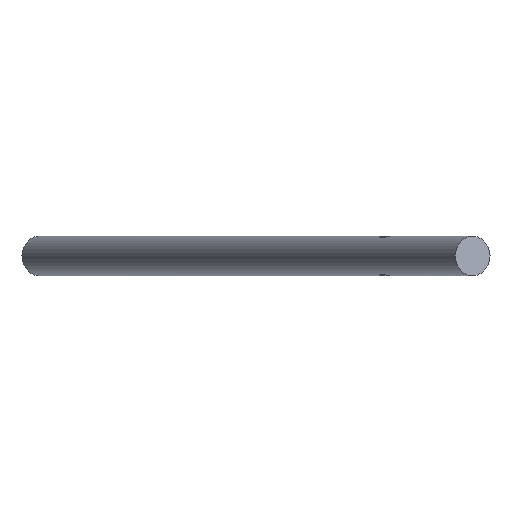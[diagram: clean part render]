
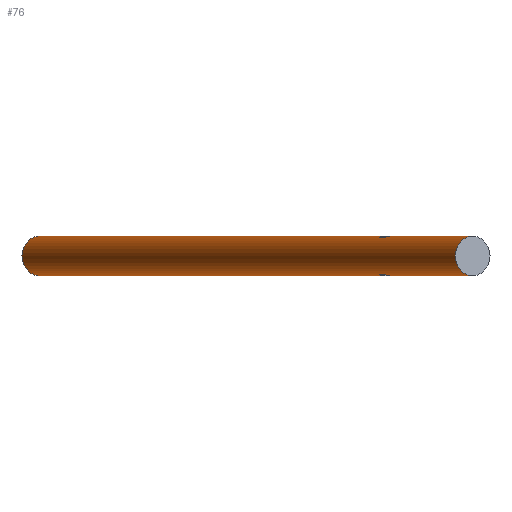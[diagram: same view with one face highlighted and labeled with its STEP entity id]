
A CAD part, front view. The second image highlights one B-rep face of the part: STEP entity #76.
In plain terms, the highlighted cylindrical face has radius 2 mm (diameter 4 mm), a full revolution.
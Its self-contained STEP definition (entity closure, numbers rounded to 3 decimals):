
#21=FACE_BOUND('',#31,.T.);
#22=FACE_BOUND('',#32,.T.);
#23=CIRCLE('',#96,2.);
#24=CIRCLE('',#97,2.);
#26=FACE_OUTER_BOUND('',#30,.T.);
#30=EDGE_LOOP('',(#63,#64,#65,#66));
#31=EDGE_LOOP('',(#67));
#32=EDGE_LOOP('',(#68,#69,#70));
#36=LINE('',#205,#38);
#38=VECTOR('',#112,2.);
#39=B_SPLINE_CURVE_WITH_KNOTS('',3,(#126,#127,#128,#129,#130,#131,#132,
#133,#134,#135,#136,#137,#138,#139,#140,#141,#142,#143),.UNSPECIFIED.,.F.,
 .F.,(4,2,2,2,2,2,2,2,4),(0.124,0.155,0.186,
0.217,0.248,0.279,0.31,
0.341,0.372),.UNSPECIFIED.);
#40=B_SPLINE_CURVE_WITH_KNOTS('',3,(#145,#146,#147,#148,#149,#150,#151,
#152,#153,#154),.UNSPECIFIED.,.F.,.F.,(4,2,2,2,4),(0.495,0.526,
0.557,0.588,0.619),.UNSPECIFIED.);
#41=B_SPLINE_CURVE_WITH_KNOTS('',3,(#157,#158,#159,#160,#161,#162,#163,
#164,#165,#166,#167,#168,#169,#170,#171,#172,#173,#174,#175,#176,#177,#178,
#179,#180,#181,#182,#183,#184,#185,#186,#187,#188,#189,#190),
 .UNSPECIFIED.,.T.,.F.,(4,2,2,2,2,2,2,2,2,2,2,2,2,2,2,2,4),(0.,0.031,
0.062,0.093,0.124,0.155,
0.186,0.217,0.248,0.279,
0.31,0.341,0.372,0.402,
0.433,0.464,0.495),.UNSPECIFIED.);
#42=B_SPLINE_CURVE_WITH_KNOTS('',3,(#191,#192,#193,#194,#195,#196,#197,
#198,#199,#200),.UNSPECIFIED.,.F.,.F.,(4,2,2,2,4),(0.372,0.402,
0.433,0.464,0.495),.UNSPECIFIED.);
#43=VERTEX_POINT('',#124);
#44=VERTEX_POINT('',#125);
#45=VERTEX_POINT('',#144);
#46=VERTEX_POINT('',#155);
#47=VERTEX_POINT('',#202);
#48=VERTEX_POINT('',#204);
#49=EDGE_CURVE('',#43,#44,#39,.T.);
#50=EDGE_CURVE('',#45,#43,#40,.T.);
#52=EDGE_CURVE('',#46,#46,#41,.T.);
#53=EDGE_CURVE('',#44,#45,#42,.T.);
#54=EDGE_CURVE('',#47,#47,#23,.T.);
#55=EDGE_CURVE('',#47,#48,#36,.T.);
#56=EDGE_CURVE('',#48,#48,#24,.T.);
#63=ORIENTED_EDGE('',*,*,#54,.F.);
#64=ORIENTED_EDGE('',*,*,#55,.T.);
#65=ORIENTED_EDGE('',*,*,#56,.T.);
#66=ORIENTED_EDGE('',*,*,#55,.F.);
#67=ORIENTED_EDGE('',*,*,#52,.T.);
#68=ORIENTED_EDGE('',*,*,#49,.T.);
#69=ORIENTED_EDGE('',*,*,#53,.T.);
#70=ORIENTED_EDGE('',*,*,#50,.T.);
#74=CYLINDRICAL_SURFACE('',#95,2.);
#76=ADVANCED_FACE('',(#26,#21,#22),#74,.T.);
#95=AXIS2_PLACEMENT_3D('',#201,#108,#109);
#96=AXIS2_PLACEMENT_3D('',#203,#110,#111);
#97=AXIS2_PLACEMENT_3D('',#206,#113,#114);
#108=DIRECTION('center_axis',(0.,1.,0.));
#109=DIRECTION('ref_axis',(1.,0.,0.));
#110=DIRECTION('center_axis',(0.,1.,0.));
#111=DIRECTION('ref_axis',(1.,0.,0.));
#112=DIRECTION('',(0.,-1.,0.));
#113=DIRECTION('center_axis',(0.,1.,0.));
#114=DIRECTION('ref_axis',(1.,0.,0.));
#124=CARTESIAN_POINT('',(0.,18.812,-2.));
#125=CARTESIAN_POINT('',(0.,17.189,-2.));
#126=CARTESIAN_POINT('Ctrl Pts',(0.,18.812,-2.));
#127=CARTESIAN_POINT('Ctrl Pts',(-0.103,18.812,-2.));
#128=CARTESIAN_POINT('Ctrl Pts',(-0.212,18.791,-1.991));
#129=CARTESIAN_POINT('Ctrl Pts',(-0.412,18.707,-1.96));
#130=CARTESIAN_POINT('Ctrl Pts',(-0.502,18.645,-1.937));
#131=CARTESIAN_POINT('Ctrl Pts',(-0.645,18.502,-1.895));
#132=CARTESIAN_POINT('Ctrl Pts',(-0.707,18.412,-1.871));
#133=CARTESIAN_POINT('Ctrl Pts',(-0.791,18.212,-1.838));
#134=CARTESIAN_POINT('Ctrl Pts',(-0.812,18.103,-1.828));
#135=CARTESIAN_POINT('Ctrl Pts',(-0.812,17.897,-1.828));
#136=CARTESIAN_POINT('Ctrl Pts',(-0.791,17.788,-1.838));
#137=CARTESIAN_POINT('Ctrl Pts',(-0.707,17.588,-1.871));
#138=CARTESIAN_POINT('Ctrl Pts',(-0.645,17.498,-1.895));
#139=CARTESIAN_POINT('Ctrl Pts',(-0.502,17.355,-1.937));
#140=CARTESIAN_POINT('Ctrl Pts',(-0.412,17.293,-1.96));
#141=CARTESIAN_POINT('Ctrl Pts',(-0.212,17.209,-1.991));
#142=CARTESIAN_POINT('Ctrl Pts',(-0.103,17.189,-2.));
#143=CARTESIAN_POINT('Ctrl Pts',(0.,17.189,-2.));
#144=CARTESIAN_POINT('',(0.811,18.,-1.828));
#145=CARTESIAN_POINT('Ctrl Pts',(0.811,18.,-1.828));
#146=CARTESIAN_POINT('Ctrl Pts',(0.811,18.103,-1.828));
#147=CARTESIAN_POINT('Ctrl Pts',(0.791,18.212,-1.838));
#148=CARTESIAN_POINT('Ctrl Pts',(0.707,18.412,-1.871));
#149=CARTESIAN_POINT('Ctrl Pts',(0.645,18.502,-1.895));
#150=CARTESIAN_POINT('Ctrl Pts',(0.502,18.645,-1.937));
#151=CARTESIAN_POINT('Ctrl Pts',(0.412,18.707,-1.96));
#152=CARTESIAN_POINT('Ctrl Pts',(0.212,18.791,-1.991));
#153=CARTESIAN_POINT('Ctrl Pts',(0.103,18.812,-2.));
#154=CARTESIAN_POINT('Ctrl Pts',(0.,18.812,-2.));
#155=CARTESIAN_POINT('',(0.811,18.,1.828));
#157=CARTESIAN_POINT('Ctrl Pts',(0.811,18.,1.828));
#158=CARTESIAN_POINT('Ctrl Pts',(0.811,17.897,1.828));
#159=CARTESIAN_POINT('Ctrl Pts',(0.791,17.788,1.838));
#160=CARTESIAN_POINT('Ctrl Pts',(0.707,17.588,1.871));
#161=CARTESIAN_POINT('Ctrl Pts',(0.645,17.498,1.895));
#162=CARTESIAN_POINT('Ctrl Pts',(0.502,17.355,1.937));
#163=CARTESIAN_POINT('Ctrl Pts',(0.412,17.293,1.96));
#164=CARTESIAN_POINT('Ctrl Pts',(0.212,17.209,1.991));
#165=CARTESIAN_POINT('Ctrl Pts',(0.103,17.189,2.));
#166=CARTESIAN_POINT('Ctrl Pts',(-0.103,17.189,2.));
#167=CARTESIAN_POINT('Ctrl Pts',(-0.212,17.209,1.991));
#168=CARTESIAN_POINT('Ctrl Pts',(-0.412,17.293,1.96));
#169=CARTESIAN_POINT('Ctrl Pts',(-0.502,17.355,1.937));
#170=CARTESIAN_POINT('Ctrl Pts',(-0.645,17.498,1.895));
#171=CARTESIAN_POINT('Ctrl Pts',(-0.707,17.588,1.871));
#172=CARTESIAN_POINT('Ctrl Pts',(-0.791,17.788,1.838));
#173=CARTESIAN_POINT('Ctrl Pts',(-0.812,17.897,1.828));
#174=CARTESIAN_POINT('Ctrl Pts',(-0.812,18.103,1.828));
#175=CARTESIAN_POINT('Ctrl Pts',(-0.791,18.212,1.838));
#176=CARTESIAN_POINT('Ctrl Pts',(-0.707,18.412,1.871));
#177=CARTESIAN_POINT('Ctrl Pts',(-0.645,18.502,1.895));
#178=CARTESIAN_POINT('Ctrl Pts',(-0.502,18.645,1.937));
#179=CARTESIAN_POINT('Ctrl Pts',(-0.412,18.707,1.96));
#180=CARTESIAN_POINT('Ctrl Pts',(-0.212,18.791,1.991));
#181=CARTESIAN_POINT('Ctrl Pts',(-0.103,18.812,2.));
#182=CARTESIAN_POINT('Ctrl Pts',(0.103,18.812,2.));
#183=CARTESIAN_POINT('Ctrl Pts',(0.212,18.791,1.991));
#184=CARTESIAN_POINT('Ctrl Pts',(0.412,18.707,1.96));
#185=CARTESIAN_POINT('Ctrl Pts',(0.502,18.645,1.937));
#186=CARTESIAN_POINT('Ctrl Pts',(0.645,18.502,1.895));
#187=CARTESIAN_POINT('Ctrl Pts',(0.707,18.412,1.871));
#188=CARTESIAN_POINT('Ctrl Pts',(0.791,18.212,1.838));
#189=CARTESIAN_POINT('Ctrl Pts',(0.811,18.103,1.828));
#190=CARTESIAN_POINT('Ctrl Pts',(0.811,18.,1.828));
#191=CARTESIAN_POINT('Ctrl Pts',(0.,17.189,-2.));
#192=CARTESIAN_POINT('Ctrl Pts',(0.103,17.189,-2.));
#193=CARTESIAN_POINT('Ctrl Pts',(0.212,17.209,-1.991));
#194=CARTESIAN_POINT('Ctrl Pts',(0.412,17.293,-1.96));
#195=CARTESIAN_POINT('Ctrl Pts',(0.502,17.355,-1.937));
#196=CARTESIAN_POINT('Ctrl Pts',(0.645,17.498,-1.895));
#197=CARTESIAN_POINT('Ctrl Pts',(0.707,17.588,-1.871));
#198=CARTESIAN_POINT('Ctrl Pts',(0.791,17.788,-1.838));
#199=CARTESIAN_POINT('Ctrl Pts',(0.811,17.897,-1.828));
#200=CARTESIAN_POINT('Ctrl Pts',(0.811,18.,-1.828));
#201=CARTESIAN_POINT('Origin',(0.,0.,0.));
#202=CARTESIAN_POINT('',(-2.,92.,0.));
#203=CARTESIAN_POINT('Origin',(0.,92.,0.));
#204=CARTESIAN_POINT('',(-2.,0.,0.));
#205=CARTESIAN_POINT('',(-2.,0.,0.));
#206=CARTESIAN_POINT('Origin',(0.,0.,0.));
